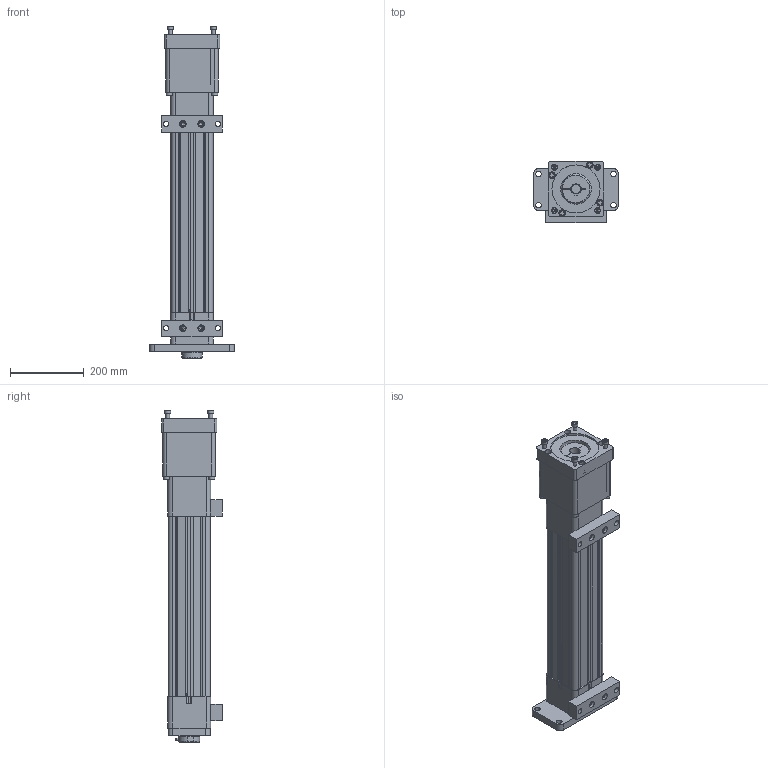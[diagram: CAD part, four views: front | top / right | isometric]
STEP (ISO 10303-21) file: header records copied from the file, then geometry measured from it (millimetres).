
FILE_DESCRIPTION (( 'STEP AP203' ), '1' );
FILE_NAME ('RS-479012-1.step', '2025-01-15T12:34:16', ( '' ), ( '' ), 'SwSTEP 2.0', 'SolidWorks 2024', '' );
FILE_SCHEMA (( 'CONFIG_CONTROL_DESIGN' ));
Length unit declared in the file: inch
Products named in the file (4): Base_RS-479012-1; 11649484_RS-479012-1; tempJoin0_11649322_RS-479012-1; RS-479012-1
Assembly tree (3 placements, depth 2):
  RS-479012-1
    tempJoin0_11649322_RS-479012-1
    11649484_RS-479012-1
    Base_RS-479012-1
Bounding box: 228.6 x 164.85 x 899.17 mm (x, y, z)
Volume: 9865880.3 mm3; surface area: 1128872.4 mm2
Topology: 4 solids, 32 shells, 1033 faces, 2326 edges, 1469 vertices
Faces by surface type: plane 658, cylinder 225, cone 136, torus 14
Full cylindrical faces by diameter (mm): 5 x1, 5.41 x1, 6.35 x2, 8.499 x4, 9.347 x8, 9.525 x2, 10 x12, 10.025 x4, 10.312 x2, 10.719 x4, 10.72 x4, 10.75 x6, 11.112 x2, 11.113 x2, 11.913 x4, 12.523 x6, 12.7 x1, 12.771 x5, 13.106 x6, 14.275 x6, 14.3 x2, 14.681 x4, 15.875 x2, 16 x12, 16.67 x4, 17.5 x4, 18 x8, 18.288 x4, 19.05 x6, 19.1 x4
Entity records: 28227 total; most frequent: CARTESIAN_POINT 6021, DIRECTION 4642, ORIENTED_EDGE 3898, EDGE_CURVE 1949, AXIS2_PLACEMENT_3D 1713, EDGE_LOOP 1472, VERTEX_POINT 1365, VECTOR 1216
